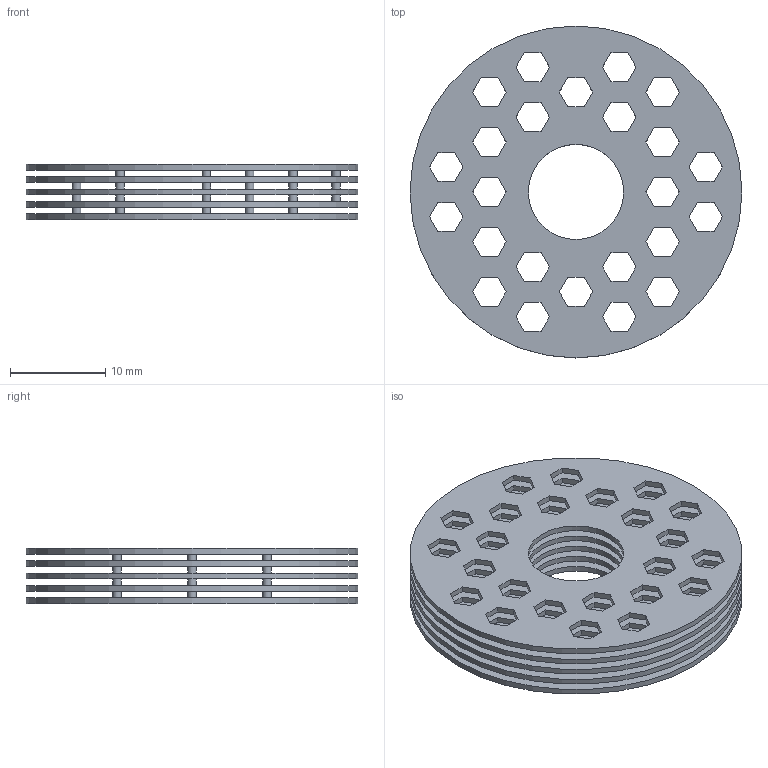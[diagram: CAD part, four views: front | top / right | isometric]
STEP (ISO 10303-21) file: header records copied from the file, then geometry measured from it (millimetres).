
FILE_DESCRIPTION(('Open CASCADE Model'),'2;1');
FILE_NAME('Open CASCADE Shape Model','2024-01-18T06:56:25',('Author'),( 'Open CASCADE'),'Open CASCADE STEP processor 7.7','Open CASCADE 7.7' ,'Unknown');
FILE_SCHEMA(('AUTOMOTIVE_DESIGN { 1 0 10303 214 1 1 1 1 }'));
Length unit declared in the file: millimetre
Products named in the file (1): Open CASCADE STEP translator 7.7 1
Bounding box: 34.9 x 34.9 x 5.8 mm (x, y, z)
Volume: 2069.9 mm3; surface area: 8058.2 mm2
Topology: 1 solids, 1 shells, 771 faces, 2283 edges, 1522 vertices
Faces by surface type: plane 730, cylinder 41
Full cylindrical faces by diameter (mm): 0.9 x31, 10 x5, 34.9 x5
Entity records: 55596 total; most frequent: CARTESIAN_POINT 9143, DIRECTION 8475, LINE 6685, VECTOR 6685, ORIENTED_EDGE 4566, PCURVE 4566, DEFINITIONAL_REPRESENTATION 4566, EDGE_CURVE 2283
